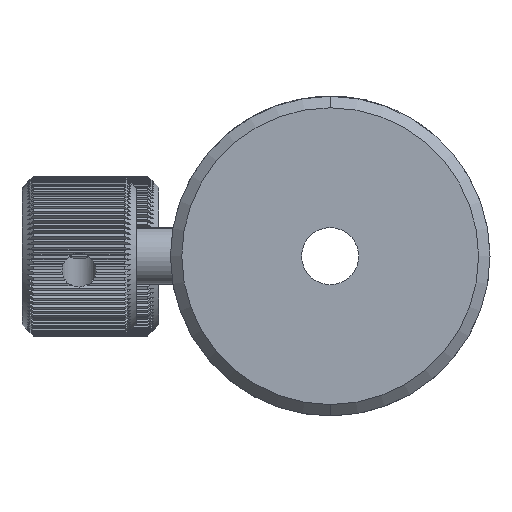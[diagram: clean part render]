
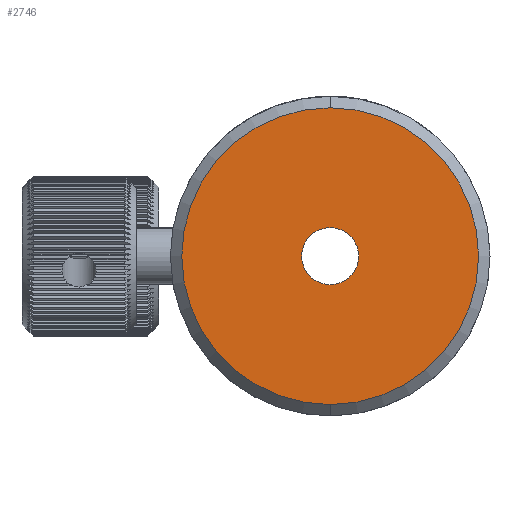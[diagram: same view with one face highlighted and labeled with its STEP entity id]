
A CAD part, front view. The second image highlights one B-rep face of the part: STEP entity #2746.
In plain terms, the highlighted planar face has unit normal (0, -1, 0).
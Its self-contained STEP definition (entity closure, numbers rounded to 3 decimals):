
#532 = AXIS2_PLACEMENT_3D ( 'NONE', #10492, #8393, #22595 ) ;
#802 = CARTESIAN_POINT ( 'NONE',  ( 6.072, -27.422, 50. ) ) ;
#1835 = DIRECTION ( 'NONE',  ( 0., 0., 1. ) ) ;
#1979 = VERTEX_POINT ( 'NONE', #13753 ) ;
#2746 = ADVANCED_FACE ( 'NONE', ( #25123, #19644 ), #8135, .F. ) ;
#3956 = CIRCLE ( 'NONE', #4351, 13. ) ;
#4351 = AXIS2_PLACEMENT_3D ( 'NONE', #802, #15420, #15328 ) ;
#4543 = EDGE_CURVE ( 'NONE', #5687, #1979, #10071, .T. ) ;
#5524 = DIRECTION ( 'NONE',  ( 0., -1., 0. ) ) ;
#5687 = VERTEX_POINT ( 'NONE', #23473 ) ;
#7058 = VERTEX_POINT ( 'NONE', #21209 ) ;
#7210 = ORIENTED_EDGE ( 'NONE', *, *, #14013, .T. ) ;
#7355 = CARTESIAN_POINT ( 'NONE',  ( 6.072, -27.422, 50. ) ) ;
#7563 = CARTESIAN_POINT ( 'NONE',  ( 6.072, -27.422, 37. ) ) ;
#7610 = CARTESIAN_POINT ( 'NONE',  ( 6.072, -27.422, 50. ) ) ;
#8135 = PLANE ( 'NONE',  #532 ) ;
#8393 = DIRECTION ( 'NONE',  ( 0., 1., 0. ) ) ;
#9758 = VERTEX_POINT ( 'NONE', #7563 ) ;
#10071 = CIRCLE ( 'NONE', #22920, 2.5 ) ;
#10076 = CARTESIAN_POINT ( 'NONE',  ( 6.072, -27.422, 50. ) ) ;
#10492 = CARTESIAN_POINT ( 'NONE',  ( 6.072, -27.422, 50. ) ) ;
#11740 = ORIENTED_EDGE ( 'NONE', *, *, #4543, .F. ) ;
#12272 = EDGE_CURVE ( 'NONE', #9758, #7058, #3956, .T. ) ;
#13753 = CARTESIAN_POINT ( 'NONE',  ( 6.072, -27.422, 52.5 ) ) ;
#14013 = EDGE_CURVE ( 'NONE', #7058, #9758, #25205, .T. ) ;
#14947 = CIRCLE ( 'NONE', #26308, 2.5 ) ;
#15328 = DIRECTION ( 'NONE',  ( 0., 0., 1. ) ) ;
#15420 = DIRECTION ( 'NONE',  ( 0., -1., 0. ) ) ;
#17737 = EDGE_LOOP ( 'NONE', ( #11740, #21370 ) ) ;
#18291 = AXIS2_PLACEMENT_3D ( 'NONE', #10076, #24368, #1835 ) ;
#19309 = ORIENTED_EDGE ( 'NONE', *, *, #12272, .T. ) ;
#19644 = FACE_BOUND ( 'NONE', #17737, .T. ) ;
#21015 = EDGE_CURVE ( 'NONE', #1979, #5687, #14947, .T. ) ;
#21209 = CARTESIAN_POINT ( 'NONE',  ( 6.072, -27.422, 63. ) ) ;
#21370 = ORIENTED_EDGE ( 'NONE', *, *, #21015, .F. ) ;
#21808 = DIRECTION ( 'NONE',  ( 0., 0., -1. ) ) ;
#21901 = DIRECTION ( 'NONE',  ( 0., -1., 0. ) ) ;
#22595 = DIRECTION ( 'NONE',  ( 0., 0., 1. ) ) ;
#22920 = AXIS2_PLACEMENT_3D ( 'NONE', #7355, #21901, #21808 ) ;
#23473 = CARTESIAN_POINT ( 'NONE',  ( 6.072, -27.422, 47.5 ) ) ;
#24145 = DIRECTION ( 'NONE',  ( 0., 0., -1. ) ) ;
#24368 = DIRECTION ( 'NONE',  ( 0., -1., 0. ) ) ;
#25123 = FACE_OUTER_BOUND ( 'NONE', #25518, .T. ) ;
#25205 = CIRCLE ( 'NONE', #18291, 13. ) ;
#25518 = EDGE_LOOP ( 'NONE', ( #7210, #19309 ) ) ;
#26308 = AXIS2_PLACEMENT_3D ( 'NONE', #7610, #5524, #24145 ) ;
